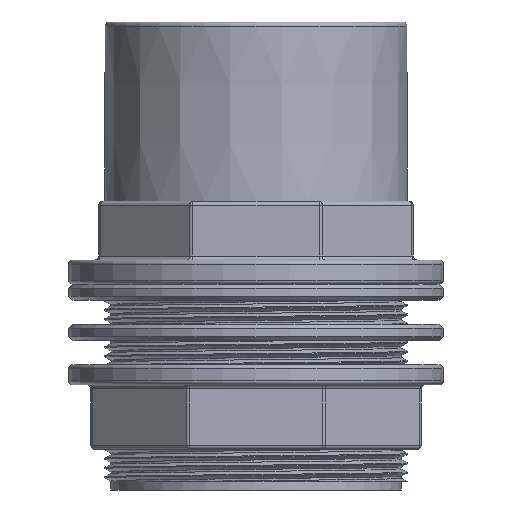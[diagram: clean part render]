
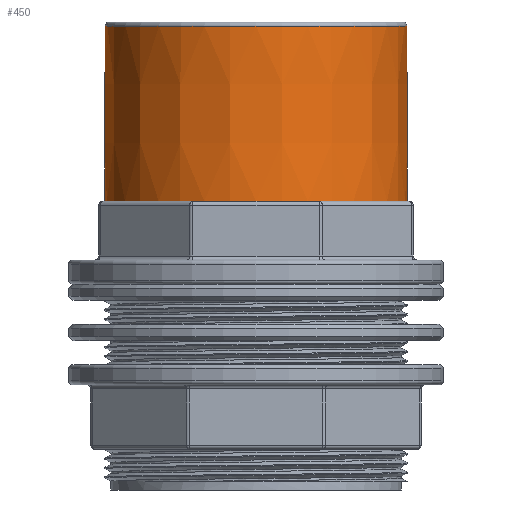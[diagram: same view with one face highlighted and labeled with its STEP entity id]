
A CAD part, front view. The second image highlights one B-rep face of the part: STEP entity #450.
In plain terms, the highlighted conical face has half-angle 0.193 degrees and reference radius 37.6 mm.
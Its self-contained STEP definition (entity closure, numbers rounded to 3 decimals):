
#115=CONICAL_SURFACE('',#2047,37.6,0.193);
#125=FACE_BOUND('',#730,.T.);
#126=FACE_BOUND('',#731,.T.);
#450=ADVANCED_FACE('',(#125,#126),#115,.T.);
#730=EDGE_LOOP('',(#1060));
#731=EDGE_LOOP('',(#1061));
#905=CIRCLE('',#2045,37.453);
#906=CIRCLE('',#2046,37.6);
#1060=ORIENTED_EDGE('',*,*,#1757,.T.);
#1061=ORIENTED_EDGE('',*,*,#1758,.F.);
#1594=VERTEX_POINT('',#4756);
#1595=VERTEX_POINT('',#4758);
#1757=EDGE_CURVE('',#1594,#1594,#905,.T.);
#1758=EDGE_CURVE('',#1595,#1595,#906,.T.);
#2045=AXIS2_PLACEMENT_3D('',#4755,#2343,#2344);
#2046=AXIS2_PLACEMENT_3D('',#4757,#2345,#2346);
#2047=AXIS2_PLACEMENT_3D('',#4759,#2347,#2348);
#2343=DIRECTION('',(0.,0.,-1.));
#2344=DIRECTION('',(1.,0.,0.));
#2345=DIRECTION('',(0.,0.,-1.));
#2346=DIRECTION('',(1.,0.,0.));
#2347=DIRECTION('',(0.,0.,-1.));
#2348=DIRECTION('',(1.,0.,0.));
#4755=CARTESIAN_POINT('',(0.,293.,115.203));
#4756=CARTESIAN_POINT('',(37.453,293.,115.203));
#4757=CARTESIAN_POINT('',(0.,293.,71.7));
#4758=CARTESIAN_POINT('',(37.6,293.,71.7));
#4759=CARTESIAN_POINT('',(0.,293.,71.7));
